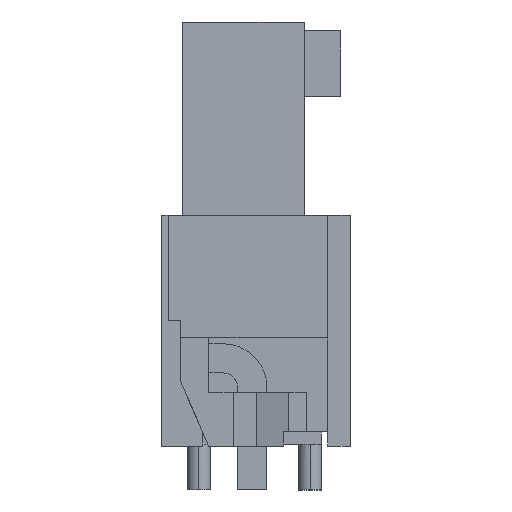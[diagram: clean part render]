
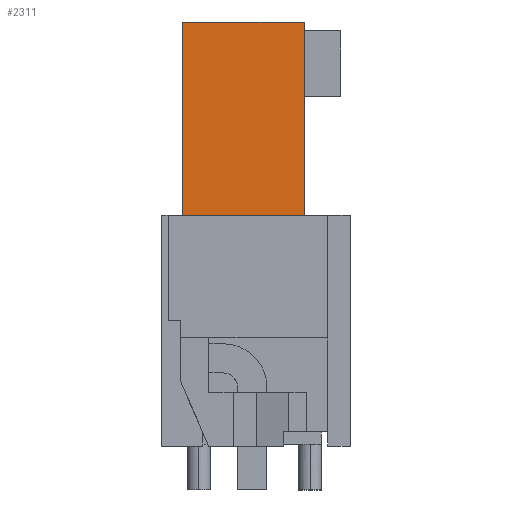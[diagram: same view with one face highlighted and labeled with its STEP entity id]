
A CAD part, left-side view. The second image highlights one B-rep face of the part: STEP entity #2311.
In plain terms, the highlighted planar face has unit normal (-1, 0, 0).
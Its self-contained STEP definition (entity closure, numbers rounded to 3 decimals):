
#2291=AXIS2_PLACEMENT_3D('Plane Axis2P3D',#2288,#2289,#2290) ;
#1253=CARTESIAN_POINT('Line Origine',(5.582,3.654,9.4)) ;
#1257=CARTESIAN_POINT('Vertex',(5.582,5.728,9.4)) ;
#1259=CARTESIAN_POINT('Vertex',(5.582,1.58,9.4)) ;
#2234=CARTESIAN_POINT('Line Origine',(5.582,1.58,12.7)) ;
#2238=CARTESIAN_POINT('Vertex',(5.582,1.58,16.)) ;
#2288=CARTESIAN_POINT('Axis2P3D Location',(5.582,1.58,9.4)) ;
#2293=CARTESIAN_POINT('Line Origine',(5.582,3.654,16.)) ;
#2297=CARTESIAN_POINT('Vertex',(5.582,5.728,16.)) ;
#2300=CARTESIAN_POINT('Line Origine',(5.582,5.728,12.7)) ;
#1254=DIRECTION('Vector Direction',(0.,1.,0.)) ;
#2235=DIRECTION('Vector Direction',(0.,0.,1.)) ;
#2289=DIRECTION('Axis2P3D Direction',(1.,0.,0.)) ;
#2290=DIRECTION('Axis2P3D XDirection',(0.,1.,0.)) ;
#2294=DIRECTION('Vector Direction',(0.,1.,0.)) ;
#2301=DIRECTION('Vector Direction',(0.,0.,1.)) ;
#1255=VECTOR('Line Direction',#1254,1.) ;
#2236=VECTOR('Line Direction',#2235,1.) ;
#2295=VECTOR('Line Direction',#2294,1.) ;
#2302=VECTOR('Line Direction',#2301,1.) ;
#2306=ORIENTED_EDGE('',*,*,#2299,.T.) ;
#2307=ORIENTED_EDGE('',*,*,#2304,.F.) ;
#2308=ORIENTED_EDGE('',*,*,#1261,.T.) ;
#2309=ORIENTED_EDGE('',*,*,#2240,.T.) ;
#2311=ADVANCED_FACE('HOUSING',(#2310),#2292,.F.) ;
#1261=EDGE_CURVE('',#1258,#1260,#1256,.F.) ;
#2240=EDGE_CURVE('',#1260,#2239,#2237,.T.) ;
#2299=EDGE_CURVE('',#2239,#2298,#2296,.T.) ;
#2304=EDGE_CURVE('',#1258,#2298,#2303,.T.) ;
#2305=EDGE_LOOP('',(#2306,#2307,#2308,#2309)) ;
#2310=FACE_OUTER_BOUND('',#2305,.T.) ;
#1256=LINE('Line',#1253,#1255) ;
#2237=LINE('Line',#2234,#2236) ;
#2296=LINE('Line',#2293,#2295) ;
#2303=LINE('Line',#2300,#2302) ;
#2292=PLANE('',#2291) ;
#1258=VERTEX_POINT('',#1257) ;
#1260=VERTEX_POINT('',#1259) ;
#2239=VERTEX_POINT('',#2238) ;
#2298=VERTEX_POINT('',#2297) ;
